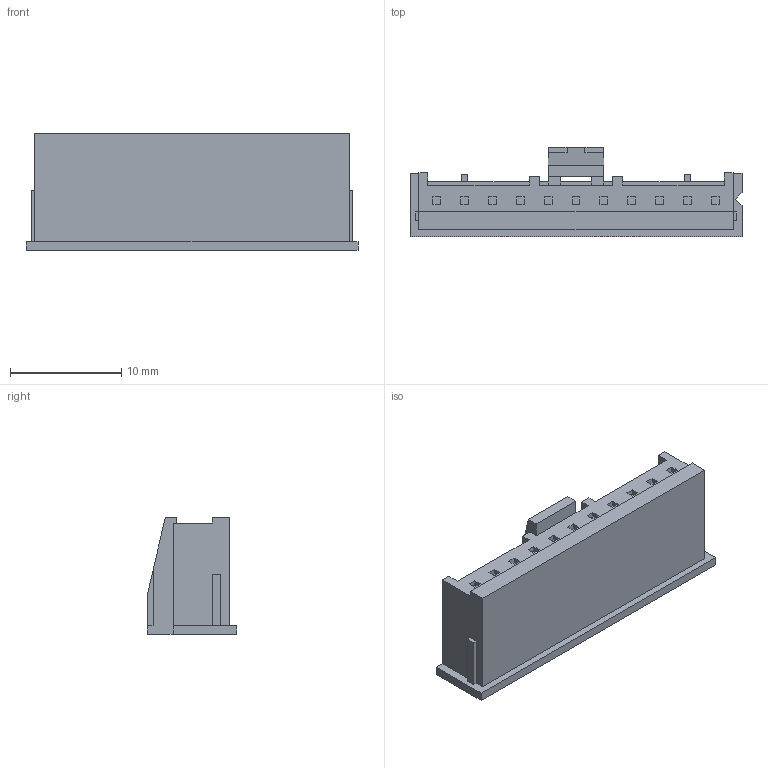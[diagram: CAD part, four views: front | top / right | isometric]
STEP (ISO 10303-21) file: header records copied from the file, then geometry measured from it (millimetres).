
FILE_DESCRIPTION (( 'STEP AP214' ), '1' );
FILE_NAME ('XARP-11V.STEP', '2012-04-09T07:04:19', ( 'root' ), ( 'Hewlett-Packard Company' ), 'SwSTEP 2.0', 'SolidWorks 2009', '' );
FILE_SCHEMA (( 'AUTOMOTIVE_DESIGN' ));
Length unit declared in the file: millimetre
Products named in the file (1): XARP-11V
Bounding box: 29.8 x 8 x 10.5 mm (x, y, z)
Volume: 1303.5 mm3; surface area: 1277 mm2
Topology: 1 solids, 1 shells, 180 faces, 460 edges, 304 vertices
Faces by surface type: plane 180
Entity records: 7338 total; most frequent: CARTESIAN_POINT 945, ORIENTED_EDGE 920, DIRECTION 822, EDGE_CURVE 460, LINE 460, VECTOR 460, VERTEX_POINT 304, EDGE_LOOP 204
